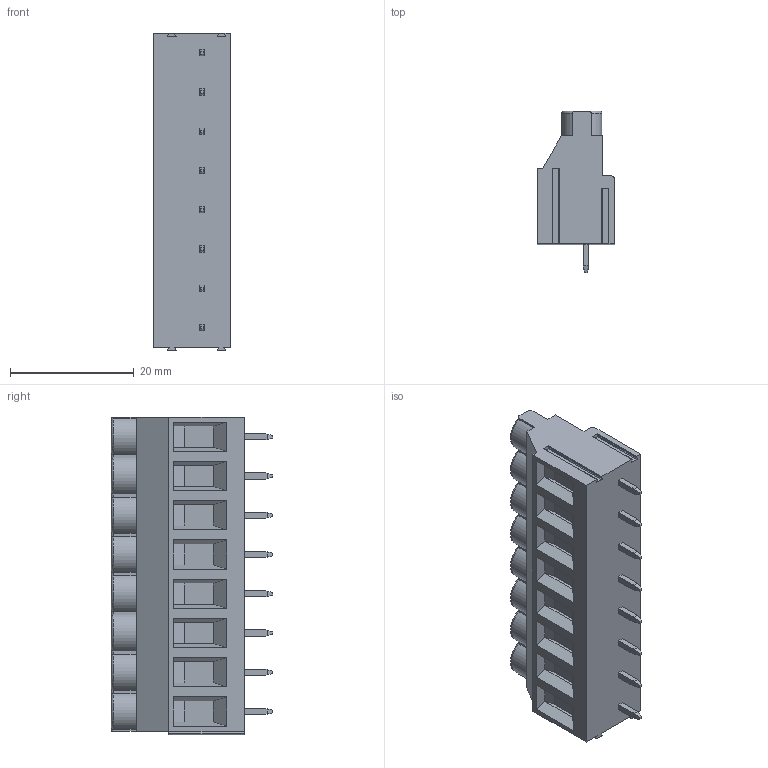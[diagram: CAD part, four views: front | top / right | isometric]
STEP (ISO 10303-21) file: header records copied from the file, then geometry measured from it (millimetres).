
FILE_DESCRIPTION((''),'2;1');
FILE_NAME('TL901V-XXP-XC','2024-12-11T',('yanfa'),(''),'PRO/ENGINEER BY PARAMETRIC TECHNOLOGY CORPORATION, 2009280','PRO/ENGINEER BY PARAMETRIC TECHNOLOGY CORPORATION, 2009280','');
FILE_SCHEMA(('AUTOMOTIVE_DESIGN_CC2 { 1 2 10303 214 -1 1 5 2 }'));
Length unit declared in the file: millimetre
Products named in the file (1): TL901V-XXP-XC
Bounding box: 12.5 x 26.1 x 51.4 mm (x, y, z)
Volume: 9945.9 mm3; surface area: 4803 mm2
Topology: 1 solids, 1 shells, 485 faces, 1249 edges, 790 vertices
Faces by surface type: plane 310, cylinder 111, torus 32, cone 32
Entity records: 14883 total; most frequent: CARTESIAN_POINT 2950, ORIENTED_EDGE 2498, DIRECTION 2409, EDGE_CURVE 1249, VECTOR 931, LINE 931, VERTEX_POINT 790, AXIS2_PLACEMENT_3D 739
